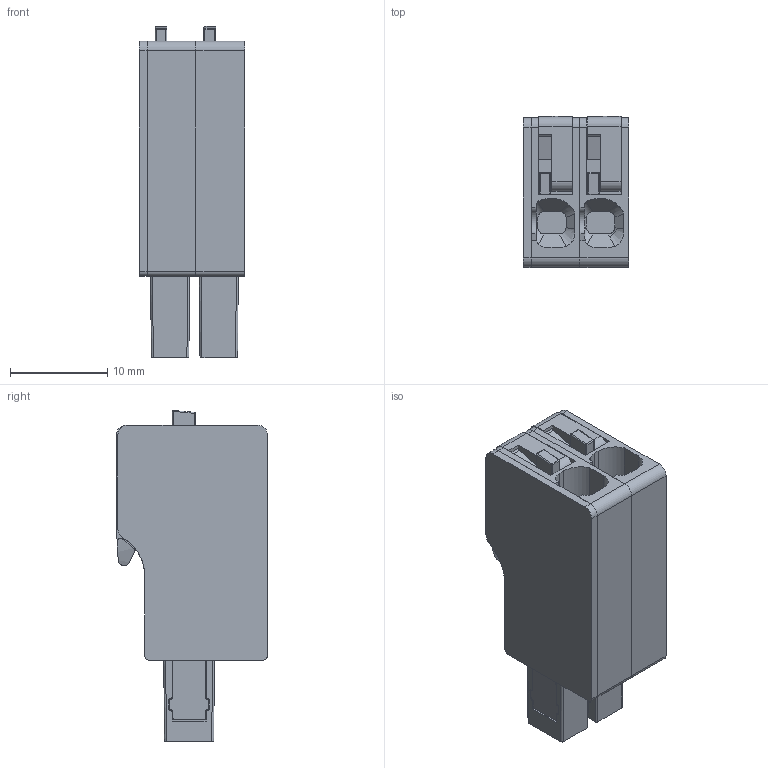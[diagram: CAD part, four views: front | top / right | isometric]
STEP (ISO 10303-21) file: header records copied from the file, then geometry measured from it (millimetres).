
FILE_DESCRIPTION(('CATIA V5R22 STEP214','CAx-IF Rec.Pracs.--- Model Styling and Organization---1.4--- 2014-01-23'),'2;1');
FILE_NAME ('D1463839_1', '2020-08-03T12:32:07+00:00', ('Weidmueller Interface'), ('Weidmueller'), 'CATIA Version 5-6 Release 2016 SP3 HF44', 'CATIA V5 STEP AP214', 'none');
FILE_SCHEMA(('AUTOMOTIVE_DESIGN { 1 0 10303 214 1 1 1 1 }'));
Length unit declared in the file: millimetre
Products named in the file (1): 2741560000
Bounding box: 10.8 x 15.5 x 34 mm (x, y, z)
Volume: 3700 mm3; surface area: 4458.1 mm2
Topology: 7 solids, 7 shells, 513 faces, 1420 edges, 932 vertices
Faces by surface type: plane 302, cylinder 176, sphere 16, cone 12, bspline 5, torus 2
Entity records: 16990 total; most frequent: CARTESIAN_POINT 4536, ORIENTED_EDGE 2792, DIRECTION 2106, EDGE_CURVE 1396, VERTEX_POINT 928, VECTOR 883, LINE 883, AXIS2_PLACEMENT_3D 754
